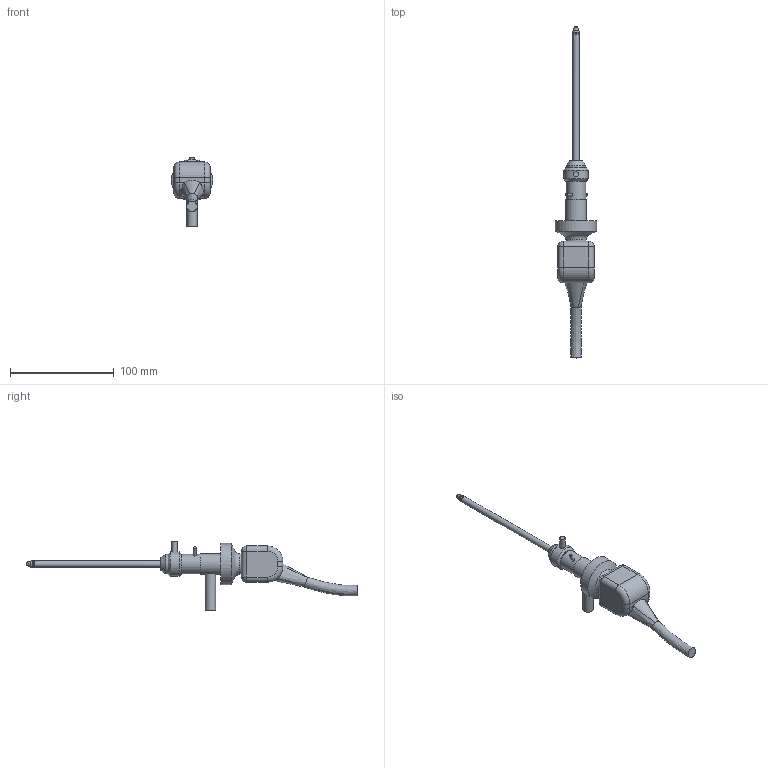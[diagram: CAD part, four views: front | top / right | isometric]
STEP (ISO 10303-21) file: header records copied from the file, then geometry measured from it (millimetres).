
FILE_DESCRIPTION(/* description */ (''),/* implementation_level */ '2;1');
FILE_NAME(/* name */ 'SCOPE_ASSEMBLY.stp',/* time_stamp */ '2021-02-01T13:16:05+01:00',/* author */ (''),/* organization */ (''),/* preprocessor_version */ 'ST-DEVELOPER v16.7',/* originating_system */ 'SIEMENS PLM Software NX 1911',/* authorisation */ '');
FILE_SCHEMA (('AUTOMOTIVE_DESIGN { 1 0 10303 214 3 1 1 1 }'));
Length unit declared in the file: millimetre
Products named in the file (3): SCOPE_DUMMY; INTRODUCER_SLEEVE; SCOPE_ASSEMBLY
Assembly tree (2 placements, depth 2):
  SCOPE_ASSEMBLY
    INTRODUCER_SLEEVE
    SCOPE_DUMMY
Bounding box: 40 x 320.5 x 67 mm (x, y, z)
Volume: 96193.6 mm3; surface area: 27487 mm2
Topology: 2 solids, 2 shells, 81 faces, 177 edges, 106 vertices
Faces by surface type: cylinder 34, plane 22, cone 10, bspline 6, torus 5, sphere 4
Full cylindrical faces by diameter (mm): 1.5 x6, 2.5 x2, 5 x3, 5.5 x1, 6 x1, 10 x1, 15.56 x1, 18 x1, 18.8 x2, 20 x2, 23.4 x1, 40 x1
Entity records: 3322 total; most frequent: CARTESIAN_POINT 1753, DIRECTION 321, ORIENTED_EDGE 234, AXIS2_PLACEMENT_3D 148, EDGE_LOOP 145, EDGE_CURVE 117, FACE_BOUND 112, VERTEX_POINT 90
